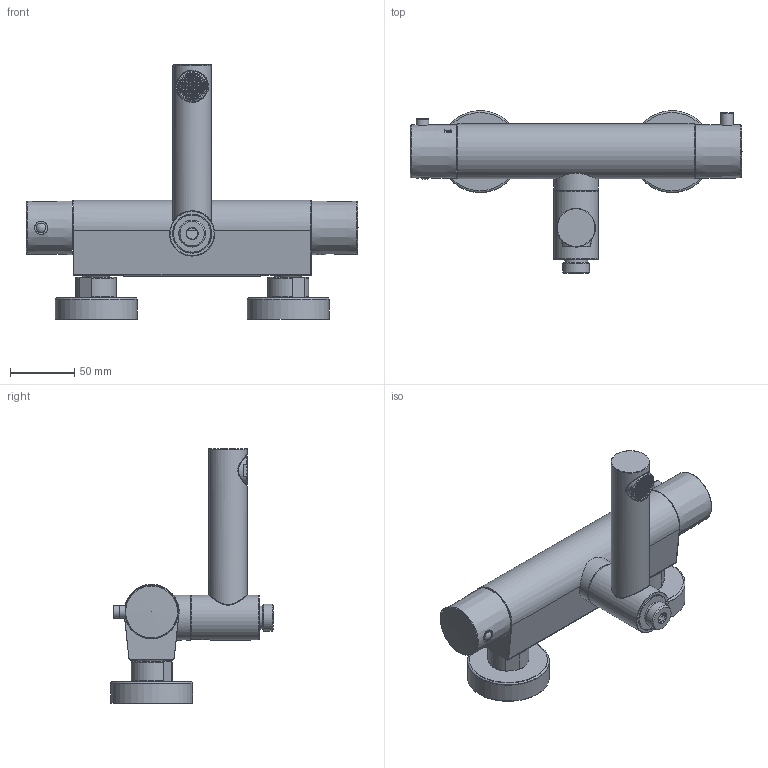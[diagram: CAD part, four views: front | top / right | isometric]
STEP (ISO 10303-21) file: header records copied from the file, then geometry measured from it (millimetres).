
FILE_DESCRIPTION(/* description */ ('Unknown'),/* implementation_level */ '2;1');
FILE_NAME(/* name */ 'B020-00 Rel1',/* time_stamp */ '2024-11-11T18:14:38+01:00',/* author */ ('Unknown'),/* organization */ ('Unknown'),/* preprocessor_version */ 'ST-DEVELOPER v19.4',/* originating_system */ 'Solid Edge',/* authorisation */ 'Unknown');
FILE_SCHEMA (('AUTOMOTIVE_DESIGN {1 0 10303 214 3 1 1}'));
Length unit declared in the file: millimetre
Products named in the file (24): B020-00 Rel1; CB008-07; CB008-03; CB008-05; CB008-11; CB7001-04; CB008-005_oa_0; CB008-12; bottone_0083.01.285_0083.01.285; B020-001_oa_1; Raccordo doccetta_0020.01.012_0020.01.012; Bocca saldata_0020.01.018_BOM; Corpo centrale_0020.00.015; Bocca da saldare_0020.00.016; B020-02; CB008-006_oa_2; CB008-13; CB7068-04; B020-002_oa_3; cartuccia_oa_4; p5; p8; p4; mantello
Assembly tree (26 placements, depth 4):
  B020-00 Rel1
    CB008-07  x2
    CB008-03  x2
    CB008-05  x2
    CB008-11
    CB7001-04
    CB008-005_oa_0
      CB008-12
      bottone_0083.01.285_0083.01.285
    B020-001_oa_1
      Raccordo doccetta_0020.01.012_0020.01.012
      Bocca saldata_0020.01.018_BOM
        Corpo centrale_0020.00.015
        Bocca da saldare_0020.00.016
    B020-02
    CB008-006_oa_2
      CB008-13
      CB7068-04
    B020-002_oa_3
      cartuccia_oa_4
        p5
        p8
        p4
      mantello
Bounding box: 259.35 x 127.2 x 199.01 mm (x, y, z)
Volume: 283215.5 mm3; surface area: 190164.6 mm2
Topology: 19 solids, 20 shells, 4538 faces, 13039 edges, 6746 vertices
Faces by surface type: cylinder 3603, plane 470, bspline 167, torus 124, cone 107, sphere 67
Full cylindrical faces by diameter (mm): 0.16 x16, 0.24 x300, 2.059 x1, 2.459 x2, 3 x2, 3.2 x1, 3.5 x2, 4.134 x2, 4.2 x1, 4.5 x2, 5.2 x2, 7 x1, 7.5 x2, 10 x3, 10.2 x3, 11 x1, 12 x2, 13 x1, 14.5 x1, 15.05 x4, 15.2 x1, 15.8 x2, 16 x1, 16.5 x1, 16.7 x1, 16.8 x1, 17.7 x2, 18 x2, 18.05 x2, 18.15 x1
Entity records: 157735 total; most frequent: CARTESIAN_POINT 49479, ORIENTED_EDGE 24297, DIRECTION 16076, EDGE_CURVE 12186, B_SPLINE_CURVE_WITH_KNOTS 6635, VERTEX_POINT 6545, AXIS2_PLACEMENT_3D 6198, FACE_BOUND 5127
